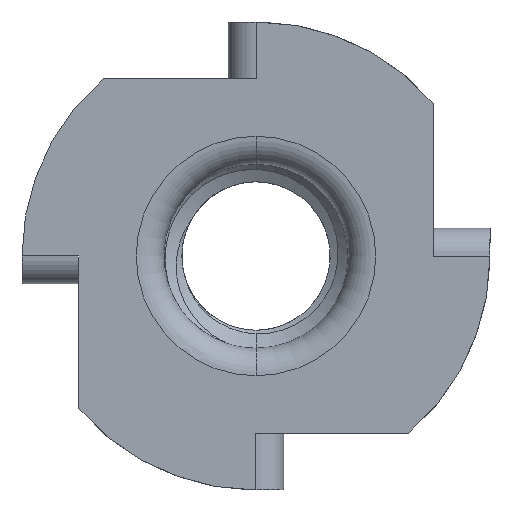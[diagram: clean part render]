
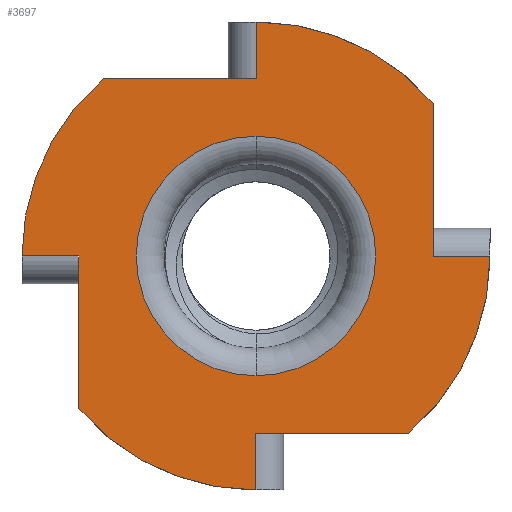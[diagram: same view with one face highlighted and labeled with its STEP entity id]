
A CAD part, front view. The second image highlights one B-rep face of the part: STEP entity #3697.
In plain terms, the highlighted planar face has unit normal (0, -1, 0).
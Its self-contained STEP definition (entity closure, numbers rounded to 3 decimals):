
#10 = CARTESIAN_POINT ( 'NONE',  ( 0., 0., 0. ) ) ;
#40 = ORIENTED_EDGE ( 'NONE', *, *, #2029, .T. ) ;
#49 = LINE ( 'NONE', #1763, #2967 ) ;
#81 = ORIENTED_EDGE ( 'NONE', *, *, #3591, .F. ) ;
#88 = CARTESIAN_POINT ( 'NONE',  ( 0., 0., 0. ) ) ;
#91 = VECTOR ( 'NONE', #3291, 1000. ) ;
#103 = CARTESIAN_POINT ( 'NONE',  ( 0., 0., 9.612 ) ) ;
#132 = EDGE_CURVE ( 'NONE', #2912, #1442, #3175, .T. ) ;
#164 = CARTESIAN_POINT ( 'NONE',  ( 0., 0., 0. ) ) ;
#174 = PLANE ( 'NONE',  #355 ) ;
#178 = CARTESIAN_POINT ( 'NONE',  ( 9.612, 0., 0. ) ) ;
#187 = VERTEX_POINT ( 'NONE', #3452 ) ;
#196 = LINE ( 'NONE', #103, #2421 ) ;
#207 = VERTEX_POINT ( 'NONE', #2918 ) ;
#213 = DIRECTION ( 'NONE',  ( 1., 0., 0. ) ) ;
#222 = EDGE_CURVE ( 'NONE', #777, #1866, #2999, .T. ) ;
#309 = DIRECTION ( 'NONE',  ( 0., 0., 1. ) ) ;
#355 = AXIS2_PLACEMENT_3D ( 'NONE', #1050, #3077, #1320 ) ;
#366 = LINE ( 'NONE', #2985, #1057 ) ;
#384 = DIRECTION ( 'NONE',  ( 0., 0., 1. ) ) ;
#448 = DIRECTION ( 'NONE',  ( 0., 0., 1. ) ) ;
#491 = CARTESIAN_POINT ( 'NONE',  ( 0., 0., -9.638 ) ) ;
#528 = AXIS2_PLACEMENT_3D ( 'NONE', #10, #2038, #309 ) ;
#568 = CARTESIAN_POINT ( 'NONE',  ( 0., 0., 12.7 ) ) ;
#581 = CARTESIAN_POINT ( 'NONE',  ( 0., 0., 12.7 ) ) ;
#602 = ORIENTED_EDGE ( 'NONE', *, *, #3309, .F. ) ;
#645 = VERTEX_POINT ( 'NONE', #1469 ) ;
#648 = ORIENTED_EDGE ( 'NONE', *, *, #132, .T. ) ;
#667 = DIRECTION ( 'NONE',  ( 0., 0., 1. ) ) ;
#674 = LINE ( 'NONE', #678, #2906 ) ;
#678 = CARTESIAN_POINT ( 'NONE',  ( 12.7, 0., 0. ) ) ;
#716 = CARTESIAN_POINT ( 'NONE',  ( 0., 0., 12.7 ) ) ;
#728 = CARTESIAN_POINT ( 'NONE',  ( 9.612, 0., 8.3 ) ) ;
#739 = CARTESIAN_POINT ( 'NONE',  ( 0., 0., 0. ) ) ;
#777 = VERTEX_POINT ( 'NONE', #3567 ) ;
#780 = CIRCLE ( 'NONE', #1523, 12.7 ) ;
#868 = CIRCLE ( 'NONE', #1333, 6.5 ) ;
#873 = ORIENTED_EDGE ( 'NONE', *, *, #3450, .T. ) ;
#937 = EDGE_CURVE ( 'NONE', #2042, #187, #868, .T. ) ;
#938 = DIRECTION ( 'NONE',  ( 0., 1., 0. ) ) ;
#956 = DIRECTION ( 'NONE',  ( 0., 0., 1. ) ) ;
#972 = EDGE_CURVE ( 'NONE', #1448, #2381, #780, .T. ) ;
#989 = VECTOR ( 'NONE', #1551, 1000. ) ;
#1014 = CARTESIAN_POINT ( 'NONE',  ( -8.3, 0., 9.612 ) ) ;
#1026 = DIRECTION ( 'NONE',  ( 0., 0., 1. ) ) ;
#1048 = ORIENTED_EDGE ( 'NONE', *, *, #972, .F. ) ;
#1050 = CARTESIAN_POINT ( 'NONE',  ( 0., 0., 0. ) ) ;
#1057 = VECTOR ( 'NONE', #667, 1000. ) ;
#1097 = ORIENTED_EDGE ( 'NONE', *, *, #3386, .T. ) ;
#1178 = ORIENTED_EDGE ( 'NONE', *, *, #3473, .T. ) ;
#1214 = EDGE_LOOP ( 'NONE', ( #1260, #2873, #648, #1097, #3130, #1048, #3012, #1676, #3633, #81, #1525, #1343, #873, #602, #1178, #40 ) ) ;
#1260 = ORIENTED_EDGE ( 'NONE', *, *, #1781, .T. ) ;
#1261 = DIRECTION ( 'NONE',  ( -1., 0., 0. ) ) ;
#1299 = VERTEX_POINT ( 'NONE', #178 ) ;
#1320 = DIRECTION ( 'NONE',  ( 0., 0., 1. ) ) ;
#1333 = AXIS2_PLACEMENT_3D ( 'NONE', #1579, #3613, #1887 ) ;
#1338 = VECTOR ( 'NONE', #3462, 1000. ) ;
#1343 = ORIENTED_EDGE ( 'NONE', *, *, #222, .T. ) ;
#1383 = AXIS2_PLACEMENT_3D ( 'NONE', #164, #2194, #448 ) ;
#1430 = LINE ( 'NONE', #2628, #1338 ) ;
#1442 = VERTEX_POINT ( 'NONE', #491 ) ;
#1448 = VERTEX_POINT ( 'NONE', #2546 ) ;
#1469 = CARTESIAN_POINT ( 'NONE',  ( -9.612, 0., 0. ) ) ;
#1523 = AXIS2_PLACEMENT_3D ( 'NONE', #739, #2764, #1026 ) ;
#1525 = ORIENTED_EDGE ( 'NONE', *, *, #2019, .T. ) ;
#1535 = CARTESIAN_POINT ( 'NONE',  ( 0., 0., -12.7 ) ) ;
#1539 = EDGE_LOOP ( 'NONE', ( #2921, #2964 ) ) ;
#1551 = DIRECTION ( 'NONE',  ( 0., 0., -1. ) ) ;
#1566 = CIRCLE ( 'NONE', #528, 12.7 ) ;
#1579 = CARTESIAN_POINT ( 'NONE',  ( 0., 0., 0. ) ) ;
#1601 = CARTESIAN_POINT ( 'NONE',  ( 8.3, 0., -9.612 ) ) ;
#1628 = CARTESIAN_POINT ( 'NONE',  ( -12.7, 0., 0. ) ) ;
#1631 = VERTEX_POINT ( 'NONE', #581 ) ;
#1635 = VECTOR ( 'NONE', #956, 1000. ) ;
#1641 = FACE_BOUND ( 'NONE', #1539, .T. ) ;
#1676 = ORIENTED_EDGE ( 'NONE', *, *, #1767, .T. ) ;
#1729 = EDGE_CURVE ( 'NONE', #187, #2042, #3761, .T. ) ;
#1735 = LINE ( 'NONE', #3017, #91 ) ;
#1763 = CARTESIAN_POINT ( 'NONE',  ( 12.7, 0., 0. ) ) ;
#1767 = EDGE_CURVE ( 'NONE', #2002, #1299, #674, .T. ) ;
#1768 = LINE ( 'NONE', #3312, #3212 ) ;
#1779 = CARTESIAN_POINT ( 'NONE',  ( 0., 0., 9.612 ) ) ;
#1781 = EDGE_CURVE ( 'NONE', #645, #207, #1430, .T. ) ;
#1866 = VERTEX_POINT ( 'NONE', #1779 ) ;
#1887 = DIRECTION ( 'NONE',  ( 0., 0., 1. ) ) ;
#2002 = VERTEX_POINT ( 'NONE', #3294 ) ;
#2019 = EDGE_CURVE ( 'NONE', #1631, #777, #3293, .T. ) ;
#2029 = EDGE_CURVE ( 'NONE', #2306, #645, #1768, .T. ) ;
#2038 = DIRECTION ( 'NONE',  ( 0., 1., 0. ) ) ;
#2042 = VERTEX_POINT ( 'NONE', #2455 ) ;
#2053 = DIRECTION ( 'NONE',  ( -1., 0., 0. ) ) ;
#2065 = DIRECTION ( 'NONE',  ( 0., 0., 1. ) ) ;
#2081 = VERTEX_POINT ( 'NONE', #728 ) ;
#2094 = VECTOR ( 'NONE', #2065, 1000. ) ;
#2103 = VERTEX_POINT ( 'NONE', #1014 ) ;
#2116 = DIRECTION ( 'NONE',  ( 0., 1., 0. ) ) ;
#2128 = VECTOR ( 'NONE', #2341, 1000. ) ;
#2130 = EDGE_CURVE ( 'NONE', #2912, #207, #1566, .T. ) ;
#2178 = AXIS2_PLACEMENT_3D ( 'NONE', #88, #2116, #384 ) ;
#2194 = DIRECTION ( 'NONE',  ( 0., 1., 0. ) ) ;
#2306 = VERTEX_POINT ( 'NONE', #2728 ) ;
#2338 = CIRCLE ( 'NONE', #1383, 12.7 ) ;
#2341 = DIRECTION ( 'NONE',  ( 0., 0., -1. ) ) ;
#2360 = CARTESIAN_POINT ( 'NONE',  ( 9.612, 0., 0. ) ) ;
#2381 = VERTEX_POINT ( 'NONE', #1601 ) ;
#2421 = VECTOR ( 'NONE', #1261, 1000. ) ;
#2455 = CARTESIAN_POINT ( 'NONE',  ( 0., 0., 6.5 ) ) ;
#2460 = AXIS2_PLACEMENT_3D ( 'NONE', #2677, #938, #2971 ) ;
#2546 = CARTESIAN_POINT ( 'NONE',  ( 12.7, 0., 0. ) ) ;
#2628 = CARTESIAN_POINT ( 'NONE',  ( -9.612, 0., 0. ) ) ;
#2677 = CARTESIAN_POINT ( 'NONE',  ( 0., 0., 0. ) ) ;
#2702 = DIRECTION ( 'NONE',  ( -1., 0., 0. ) ) ;
#2728 = CARTESIAN_POINT ( 'NONE',  ( -9.638, 0., 0. ) ) ;
#2764 = DIRECTION ( 'NONE',  ( 0., 1., 0. ) ) ;
#2783 = CIRCLE ( 'NONE', #2460, 12.7 ) ;
#2873 = ORIENTED_EDGE ( 'NONE', *, *, #2130, .F. ) ;
#2877 = LINE ( 'NONE', #2360, #2094 ) ;
#2906 = VECTOR ( 'NONE', #2702, 1000. ) ;
#2912 = VERTEX_POINT ( 'NONE', #3370 ) ;
#2918 = CARTESIAN_POINT ( 'NONE',  ( -9.612, 0., -8.3 ) ) ;
#2921 = ORIENTED_EDGE ( 'NONE', *, *, #937, .T. ) ;
#2941 = LINE ( 'NONE', #3686, #3519 ) ;
#2964 = ORIENTED_EDGE ( 'NONE', *, *, #1729, .T. ) ;
#2967 = VECTOR ( 'NONE', #2053, 1000. ) ;
#2971 = DIRECTION ( 'NONE',  ( 0., 0., 1. ) ) ;
#2985 = CARTESIAN_POINT ( 'NONE',  ( 0., 0., -12.7 ) ) ;
#2999 = LINE ( 'NONE', #568, #2128 ) ;
#3012 = ORIENTED_EDGE ( 'NONE', *, *, #3183, .T. ) ;
#3017 = CARTESIAN_POINT ( 'NONE',  ( -12.7, 0., 0. ) ) ;
#3077 = DIRECTION ( 'NONE',  ( 0., 1., 0. ) ) ;
#3130 = ORIENTED_EDGE ( 'NONE', *, *, #3773, .T. ) ;
#3175 = LINE ( 'NONE', #1535, #1635 ) ;
#3183 = EDGE_CURVE ( 'NONE', #1448, #2002, #49, .T. ) ;
#3212 = VECTOR ( 'NONE', #3604, 1000. ) ;
#3247 = EDGE_CURVE ( 'NONE', #1299, #2081, #2877, .T. ) ;
#3257 = CARTESIAN_POINT ( 'NONE',  ( 0., 0., -9.612 ) ) ;
#3291 = DIRECTION ( 'NONE',  ( 1., 0., 0. ) ) ;
#3293 = LINE ( 'NONE', #716, #989 ) ;
#3294 = CARTESIAN_POINT ( 'NONE',  ( 9.638, 0., 0. ) ) ;
#3309 = EDGE_CURVE ( 'NONE', #3674, #2103, #2783, .T. ) ;
#3312 = CARTESIAN_POINT ( 'NONE',  ( -12.7, 0., 0. ) ) ;
#3353 = VERTEX_POINT ( 'NONE', #3257 ) ;
#3370 = CARTESIAN_POINT ( 'NONE',  ( 0., 0., -12.7 ) ) ;
#3386 = EDGE_CURVE ( 'NONE', #1442, #3353, #366, .T. ) ;
#3450 = EDGE_CURVE ( 'NONE', #1866, #2103, #196, .T. ) ;
#3452 = CARTESIAN_POINT ( 'NONE',  ( 0., 0., -6.5 ) ) ;
#3462 = DIRECTION ( 'NONE',  ( 0., 0., -1. ) ) ;
#3473 = EDGE_CURVE ( 'NONE', #3674, #2306, #1735, .T. ) ;
#3519 = VECTOR ( 'NONE', #213, 1000. ) ;
#3567 = CARTESIAN_POINT ( 'NONE',  ( 0., 0., 9.638 ) ) ;
#3591 = EDGE_CURVE ( 'NONE', #1631, #2081, #2338, .T. ) ;
#3604 = DIRECTION ( 'NONE',  ( 1., 0., 0. ) ) ;
#3613 = DIRECTION ( 'NONE',  ( 0., 1., 0. ) ) ;
#3633 = ORIENTED_EDGE ( 'NONE', *, *, #3247, .T. ) ;
#3674 = VERTEX_POINT ( 'NONE', #1628 ) ;
#3686 = CARTESIAN_POINT ( 'NONE',  ( 0., 0., -9.612 ) ) ;
#3697 = ADVANCED_FACE ( 'NONE', ( #1641, #3699 ), #174, .F. ) ;
#3699 = FACE_OUTER_BOUND ( 'NONE', #1214, .T. ) ;
#3761 = CIRCLE ( 'NONE', #2178, 6.5 ) ;
#3773 = EDGE_CURVE ( 'NONE', #3353, #2381, #2941, .T. ) ;
